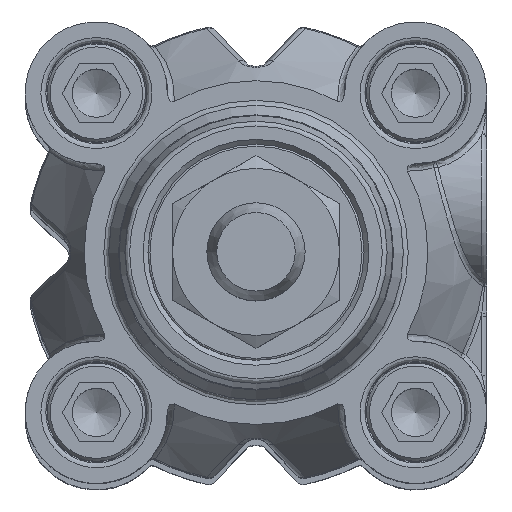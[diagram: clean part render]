
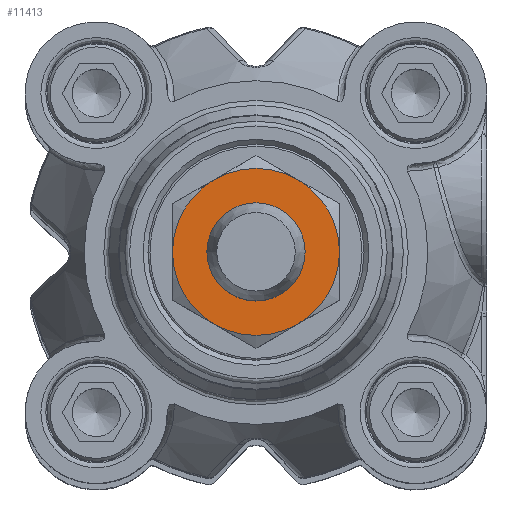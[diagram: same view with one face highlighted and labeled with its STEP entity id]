
A CAD part, top view. The second image highlights one B-rep face of the part: STEP entity #11413.
In plain terms, the highlighted face is planar.
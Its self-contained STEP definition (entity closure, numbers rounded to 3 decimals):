
#567=FACE_BOUND('',#2055,.T.);
#773=PLANE('',#12755);
#1368=FACE_OUTER_BOUND('',#2054,.T.);
#2054=EDGE_LOOP('',(#9915,#9916,#9917,#9918,#9919,#9920));
#2055=EDGE_LOOP('',(#9921));
#4159=CIRCLE('',#12754,5.);
#4160=CIRCLE('',#12756,8.5);
#4161=CIRCLE('',#12757,8.5);
#4162=CIRCLE('',#12758,8.5);
#4163=CIRCLE('',#12759,8.5);
#4164=CIRCLE('',#12760,8.5);
#4165=CIRCLE('',#12761,8.5);
#5205=VERTEX_POINT('',#21342);
#5206=VERTEX_POINT('',#21346);
#5207=VERTEX_POINT('',#21347);
#5208=VERTEX_POINT('',#21349);
#5209=VERTEX_POINT('',#21351);
#5210=VERTEX_POINT('',#21353);
#5211=VERTEX_POINT('',#21355);
#6783=EDGE_CURVE('',#5205,#5205,#4159,.T.);
#6785=EDGE_CURVE('',#5206,#5207,#4160,.T.);
#6786=EDGE_CURVE('',#5207,#5208,#4161,.T.);
#6787=EDGE_CURVE('',#5208,#5209,#4162,.T.);
#6788=EDGE_CURVE('',#5209,#5210,#4163,.T.);
#6789=EDGE_CURVE('',#5210,#5211,#4164,.T.);
#6790=EDGE_CURVE('',#5211,#5206,#4165,.T.);
#9915=ORIENTED_EDGE('',*,*,#6785,.T.);
#9916=ORIENTED_EDGE('',*,*,#6786,.T.);
#9917=ORIENTED_EDGE('',*,*,#6787,.T.);
#9918=ORIENTED_EDGE('',*,*,#6788,.T.);
#9919=ORIENTED_EDGE('',*,*,#6789,.T.);
#9920=ORIENTED_EDGE('',*,*,#6790,.T.);
#9921=ORIENTED_EDGE('',*,*,#6783,.F.);
#11413=ADVANCED_FACE('',(#1368,#567),#773,.T.);
#12754=AXIS2_PLACEMENT_3D('',#21343,#15770,#15771);
#12755=AXIS2_PLACEMENT_3D('',#21345,#15773,#15774);
#12756=AXIS2_PLACEMENT_3D('',#21348,#15775,#15776);
#12757=AXIS2_PLACEMENT_3D('',#21350,#15777,#15778);
#12758=AXIS2_PLACEMENT_3D('',#21352,#15779,#15780);
#12759=AXIS2_PLACEMENT_3D('',#21354,#15781,#15782);
#12760=AXIS2_PLACEMENT_3D('',#21356,#15783,#15784);
#12761=AXIS2_PLACEMENT_3D('',#21357,#15785,#15786);
#15770=DIRECTION('center_axis',(1.,0.,0.));
#15771=DIRECTION('ref_axis',(0.,0.,1.));
#15773=DIRECTION('center_axis',(1.,0.,0.));
#15774=DIRECTION('ref_axis',(0.,0.,-1.));
#15775=DIRECTION('center_axis',(1.,0.,0.));
#15776=DIRECTION('ref_axis',(0.,1.,0.));
#15777=DIRECTION('center_axis',(1.,0.,0.));
#15778=DIRECTION('ref_axis',(0.,1.,0.));
#15779=DIRECTION('center_axis',(1.,0.,0.));
#15780=DIRECTION('ref_axis',(0.,1.,0.));
#15781=DIRECTION('center_axis',(1.,0.,0.));
#15782=DIRECTION('ref_axis',(0.,1.,0.));
#15783=DIRECTION('center_axis',(1.,0.,0.));
#15784=DIRECTION('ref_axis',(0.,1.,0.));
#15785=DIRECTION('center_axis',(1.,0.,0.));
#15786=DIRECTION('ref_axis',(0.,1.,0.));
#21342=CARTESIAN_POINT('',(6.,0.,-5.));
#21343=CARTESIAN_POINT('Origin',(6.,0.,0.));
#21345=CARTESIAN_POINT('Origin',(6.,0.,0.));
#21346=CARTESIAN_POINT('',(6.,-7.361,-4.25));
#21347=CARTESIAN_POINT('',(6.,0.,-8.5));
#21348=CARTESIAN_POINT('Origin',(6.,0.,0.));
#21349=CARTESIAN_POINT('',(6.,7.361,-4.25));
#21350=CARTESIAN_POINT('Origin',(6.,0.,0.));
#21351=CARTESIAN_POINT('',(6.,7.361,4.25));
#21352=CARTESIAN_POINT('Origin',(6.,0.,0.));
#21353=CARTESIAN_POINT('',(6.,0.,8.5));
#21354=CARTESIAN_POINT('Origin',(6.,0.,0.));
#21355=CARTESIAN_POINT('',(6.,-7.361,4.25));
#21356=CARTESIAN_POINT('Origin',(6.,0.,0.));
#21357=CARTESIAN_POINT('Origin',(6.,0.,0.));
